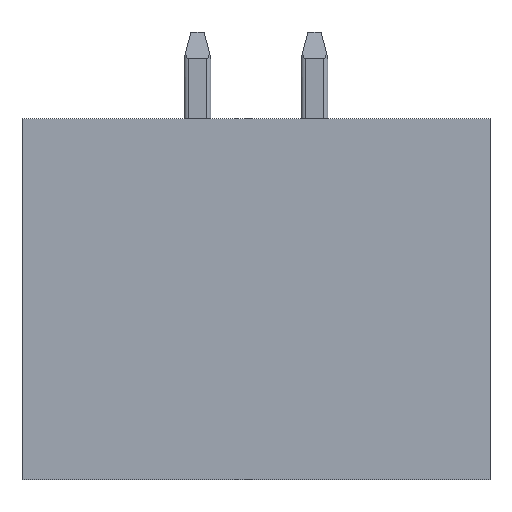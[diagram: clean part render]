
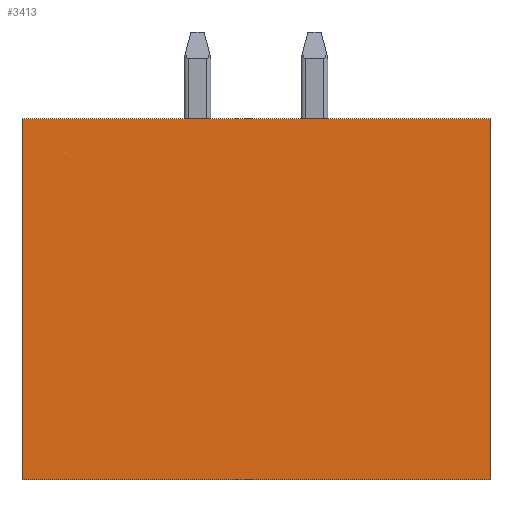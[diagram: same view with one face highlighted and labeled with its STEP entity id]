
A CAD part, left-side view. The second image highlights one B-rep face of the part: STEP entity #3413.
In plain terms, the highlighted planar face has unit normal (-1, 0, 0).
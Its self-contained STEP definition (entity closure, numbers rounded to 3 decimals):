
#27=DIRECTION('',(0.,0.,1.));
#28=VECTOR('',#27,10.8);
#29=CARTESIAN_POINT('',(-5.494,0.,-6.624));
#30=LINE('',#29,#28);
#399=DIRECTION('',(0.,-1.,0.));
#400=VECTOR('',#399,14.);
#401=CARTESIAN_POINT('',(-5.494,0.,-6.624));
#402=LINE('',#401,#400);
#403=DIRECTION('',(0.,-1.,0.));
#404=VECTOR('',#403,14.);
#405=CARTESIAN_POINT('',(-5.494,0.,4.176));
#406=LINE('',#405,#404);
#480=DIRECTION('',(0.,0.,1.));
#481=VECTOR('',#480,10.8);
#482=CARTESIAN_POINT('',(-5.494,-14.,-6.624));
#483=LINE('',#482,#481);
#2501=CARTESIAN_POINT('',(-5.494,0.,-6.624));
#2502=CARTESIAN_POINT('',(-5.494,0.,4.176));
#2503=VERTEX_POINT('',#2501);
#2504=VERTEX_POINT('',#2502);
#2507=CARTESIAN_POINT('',(-5.494,-14.,-6.624));
#2508=CARTESIAN_POINT('',(-5.494,-14.,4.176));
#2509=VERTEX_POINT('',#2507);
#2510=VERTEX_POINT('',#2508);
#3400=CARTESIAN_POINT('',(-5.494,0.,-6.624));
#3401=DIRECTION('',(-1.,0.,0.));
#3402=DIRECTION('',(0.,0.,1.));
#3403=AXIS2_PLACEMENT_3D('',#3400,#3401,#3402);
#3404=PLANE('',#3403);
#3405=ORIENTED_EDGE('',*,*,#3130,.T.);
#3407=ORIENTED_EDGE('',*,*,#3406,.T.);
#3409=ORIENTED_EDGE('',*,*,#3408,.F.);
#3410=ORIENTED_EDGE('',*,*,#3387,.F.);
#3411=EDGE_LOOP('',(#3405,#3407,#3409,#3410));
#3412=FACE_OUTER_BOUND('',#3411,.F.);
#3413=ADVANCED_FACE('',(#3412),#3404,.T.);
#3130=EDGE_CURVE('',#2503,#2504,#30,.T.);
#3387=EDGE_CURVE('',#2503,#2509,#402,.T.);
#3406=EDGE_CURVE('',#2504,#2510,#406,.T.);
#3408=EDGE_CURVE('',#2509,#2510,#483,.T.);
